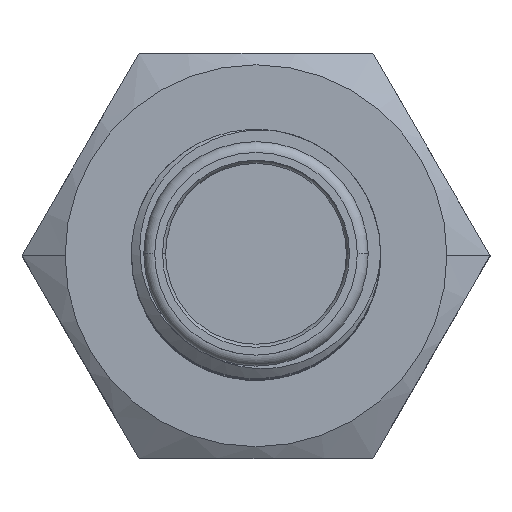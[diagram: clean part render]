
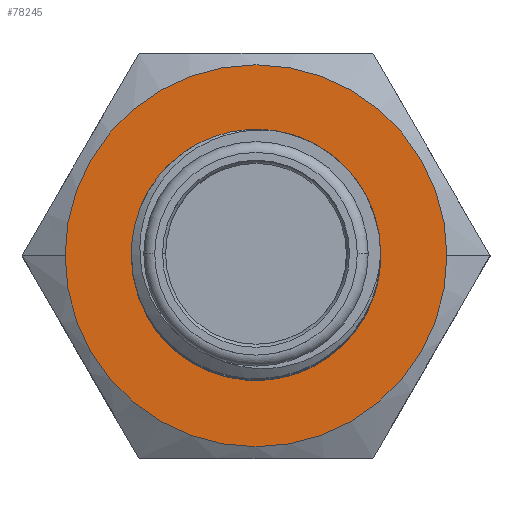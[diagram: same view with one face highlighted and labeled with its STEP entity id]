
A CAD part, top view. The second image highlights one B-rep face of the part: STEP entity #78245.
In plain terms, the highlighted planar face has unit normal (0, 0, 1).
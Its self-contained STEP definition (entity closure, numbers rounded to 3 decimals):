
#923 = CARTESIAN_POINT ( 'NONE',  ( -0.365, -3.915, 23.438 ) ) ;
#1340 = B_SPLINE_CURVE_WITH_KNOTS ( 'NONE', 3,
 ( #46209, #87093, #80286, #6160, #66476, #52953, #12651, #6447, #18567, #73216, #80000, #72350, #39735, #40030, #32103, #86790, #46498, #59981 ),
 .UNSPECIFIED., .F., .F.,
 ( 4, 2, 2, 2, 2, 2, 2, 2, 4 ),
 ( 0., 0.001, 0.001, 0.002, 0.003, 0.004, 0.004, 0.005, 0.006 ),
 .UNSPECIFIED. ) ;
#1689 = CARTESIAN_POINT ( 'NONE',  ( 0., 0., 23.438 ) ) ;
#6160 = CARTESIAN_POINT ( 'NONE',  ( -3.16, 2.376, 23.438 ) ) ;
#6447 = CARTESIAN_POINT ( 'NONE',  ( -2.005, 3.316, 23.438 ) ) ;
#6815 = CARTESIAN_POINT ( 'NONE',  ( 2.465, -2.907, 23.438 ) ) ;
#7107 = CARTESIAN_POINT ( 'NONE',  ( 2.897, -2.424, 23.438 ) ) ;
#8006 = CARTESIAN_POINT ( 'NONE',  ( 0.442, -3.882, 23.438 ) ) ;
#8478 = DIRECTION ( 'NONE',  ( 1., 0., 0. ) ) ;
#10202 = ORIENTED_EDGE ( 'NONE', *, *, #46691, .F. ) ;
#11551 = AXIS2_PLACEMENT_3D ( 'NONE', #46234, #32998, #80310 ) ;
#11901 = EDGE_CURVE ( 'NONE', #83698, #41570, #1340, .T. ) ;
#12651 = CARTESIAN_POINT ( 'NONE',  ( -2.428, 3.052, 23.438 ) ) ;
#14386 = DIRECTION ( 'NONE',  ( -1., 0., 0. ) ) ;
#14494 = CARTESIAN_POINT ( 'NONE',  ( 1.379, -3.612, 23.438 ) ) ;
#14789 = CARTESIAN_POINT ( 'NONE',  ( -1.477, -3.705, 23.438 ) ) ;
#15250 = ORIENTED_EDGE ( 'NONE', *, *, #15462, .F. ) ;
#15462 = EDGE_CURVE ( 'NONE', #76001, #71396, #71430, .T. ) ;
#18045 = DIRECTION ( 'NONE',  ( 0., 0., -1. ) ) ;
#18567 = CARTESIAN_POINT ( 'NONE',  ( -1.779, 3.428, 23.438 ) ) ;
#18904 = DIRECTION ( 'NONE',  ( 1., 0., 0. ) ) ;
#21083 = EDGE_CURVE ( 'NONE', #71396, #83698, #70810, .T. ) ;
#21258 = CARTESIAN_POINT ( 'NONE',  ( -1.781, -3.583, 23.438 ) ) ;
#21564 = CARTESIAN_POINT ( 'NONE',  ( 3.644, -0.647, 23.438 ) ) ;
#21671 = CARTESIAN_POINT ( 'NONE',  ( 0., 0., 23.438 ) ) ;
#22250 = DIRECTION ( 'NONE',  ( 0., 0., 1. ) ) ;
#24923 = VERTEX_POINT ( 'NONE', #46119 ) ;
#25021 = DIRECTION ( 'NONE',  ( 1., 0., 0. ) ) ;
#25048 = CARTESIAN_POINT ( 'NONE',  ( -6.125, 0., 23.438 ) ) ;
#27834 = AXIS2_PLACEMENT_3D ( 'NONE', #1689, #48787, #8478 ) ;
#28613 = EDGE_CURVE ( 'NONE', #70066, #72953, #69153, .T. ) ;
#28809 = CARTESIAN_POINT ( 'NONE',  ( -2.068, -3.424, 23.438 ) ) ;
#30716 = CARTESIAN_POINT ( 'NONE',  ( 3.753, -6.5, 23.438 ) ) ;
#31549 = AXIS2_PLACEMENT_3D ( 'NONE', #30716, #83660, #70093 ) ;
#32103 = CARTESIAN_POINT ( 'NONE',  ( 0.409, 3.716, 23.438 ) ) ;
#32931 = EDGE_CURVE ( 'NONE', #24923, #79583, #59345, .T. ) ;
#32998 = DIRECTION ( 'NONE',  ( 0., 0., -1. ) ) ;
#33631 = CARTESIAN_POINT ( 'NONE',  ( 2.688, -2.673, 23.438 ) ) ;
#34239 = AXIS2_PLACEMENT_3D ( 'NONE', #59072, #51770, #25021 ) ;
#34802 = CARTESIAN_POINT ( 'NONE',  ( -2.068, -3.424, 23.438 ) ) ;
#35213 = FACE_BOUND ( 'NONE', #81689, .T. ) ;
#38747 = EDGE_CURVE ( 'NONE', #70066, #76001, #49282, .T. ) ;
#39735 = CARTESIAN_POINT ( 'NONE',  ( -0.334, 3.767, 23.438 ) ) ;
#40030 = CARTESIAN_POINT ( 'NONE',  ( 0.161, 3.749, 23.438 ) ) ;
#40379 = CARTESIAN_POINT ( 'NONE',  ( 2.214, -3.111, 23.438 ) ) ;
#40964 = CARTESIAN_POINT ( 'NONE',  ( 1.948, -3.298, 23.438 ) ) ;
#41254 = CARTESIAN_POINT ( 'NONE',  ( 3.254, -1.882, 23.438 ) ) ;
#41570 = VERTEX_POINT ( 'NONE', #82280 ) ;
#42257 = CARTESIAN_POINT ( 'NONE',  ( 3.659, -0.323, 23.438 ) ) ;
#46119 = CARTESIAN_POINT ( 'NONE',  ( 6.125, 0., 23.438 ) ) ;
#46209 = CARTESIAN_POINT ( 'NONE',  ( -3.692, 1.538, 23.438 ) ) ;
#46234 = CARTESIAN_POINT ( 'NONE',  ( 0., 0., 23.438 ) ) ;
#46498 = CARTESIAN_POINT ( 'NONE',  ( 1.129, 3.519, 23.438 ) ) ;
#46691 = EDGE_CURVE ( 'NONE', #79583, #24923, #76036, .T. ) ;
#46745 = CARTESIAN_POINT ( 'NONE',  ( 0., 0., 23.438 ) ) ;
#47149 = CARTESIAN_POINT ( 'NONE',  ( 3.588, -0.965, 23.438 ) ) ;
#47437 = CARTESIAN_POINT ( 'NONE',  ( 3.659, -0.323, 23.438 ) ) ;
#47655 = CARTESIAN_POINT ( 'NONE',  ( -3.674, 0., 23.438 ) ) ;
#47726 = CARTESIAN_POINT ( 'NONE',  ( 1.076, -3.728, 23.438 ) ) ;
#48036 = CARTESIAN_POINT ( 'NONE',  ( 1.808, -3.384, 23.438 ) ) ;
#48787 = DIRECTION ( 'NONE',  ( 0., 0., -1. ) ) ;
#48832 = AXIS2_PLACEMENT_3D ( 'NONE', #21671, #22250, #75157 ) ;
#48864 = EDGE_CURVE ( 'NONE', #72953, #41570, #77973, .T. ) ;
#49282 = B_SPLINE_CURVE_WITH_KNOTS ( 'NONE', 3,
 ( #47437, #21564, #47149, #80659, #41254, #61816, #7107, #33631, #6815, #40379, #40964, #48036, #14494, #47726, #8006, #53899, #923, #60928, #55065, #74167, #14789, #21258, #34802 ),
 .UNSPECIFIED., .F., .F.,
 ( 4, 2, 2, 2, 1, 2, 2, 2, 2, 2, 2, 4 ),
 ( 0.003, 0.004, 0.005, 0.005, 0.005, 0.006, 0.006, 0.007, 0.008, 0.009, 0.009, 0.01 ),
 .UNSPECIFIED. ) ;
#51770 = DIRECTION ( 'NONE',  ( 0., 0., 1. ) ) ;
#51854 = CARTESIAN_POINT ( 'NONE',  ( 0., 0., 23.438 ) ) ;
#52953 = CARTESIAN_POINT ( 'NONE',  ( -2.625, 2.902, 23.438 ) ) ;
#53308 = ORIENTED_EDGE ( 'NONE', *, *, #38747, .F. ) ;
#53899 = CARTESIAN_POINT ( 'NONE',  ( 0.121, -3.919, 23.438 ) ) ;
#54673 = EDGE_LOOP ( 'NONE', ( #10202, #76844 ) ) ;
#54888 = ORIENTED_EDGE ( 'NONE', *, *, #11901, .F. ) ;
#55065 = CARTESIAN_POINT ( 'NONE',  ( -0.851, -3.86, 23.438 ) ) ;
#56580 = PLANE ( 'NONE',  #31549 ) ;
#56851 = CARTESIAN_POINT ( 'NONE',  ( 4., 0., 23.438 ) ) ;
#58621 = ORIENTED_EDGE ( 'NONE', *, *, #28613, .T. ) ;
#59072 = CARTESIAN_POINT ( 'NONE',  ( 0., 0., 23.438 ) ) ;
#59345 = CIRCLE ( 'NONE', #11551, 6.125 ) ;
#59981 = CARTESIAN_POINT ( 'NONE',  ( 1.355, 3.415, 23.438 ) ) ;
#60928 = CARTESIAN_POINT ( 'NONE',  ( -0.529, -3.903, 23.438 ) ) ;
#61110 = DIRECTION ( 'NONE',  ( 0., 0., -1. ) ) ;
#61816 = CARTESIAN_POINT ( 'NONE',  ( 2.994, -2.291, 23.438 ) ) ;
#65209 = ORIENTED_EDGE ( 'NONE', *, *, #21083, .F. ) ;
#66476 = CARTESIAN_POINT ( 'NONE',  ( -2.991, 2.564, 23.438 ) ) ;
#69153 = CIRCLE ( 'NONE', #27834, 3.674 ) ;
#69541 = AXIS2_PLACEMENT_3D ( 'NONE', #51854, #18045, #18904 ) ;
#70066 = VERTEX_POINT ( 'NONE', #42257 ) ;
#70093 = DIRECTION ( 'NONE',  ( 1., 0., 0. ) ) ;
#70810 = CIRCLE ( 'NONE', #34239, 4. ) ;
#71396 = VERTEX_POINT ( 'NONE', #56851 ) ;
#71430 = CIRCLE ( 'NONE', #48832, 4. ) ;
#72103 = CARTESIAN_POINT ( 'NONE',  ( -3.692, 1.538, 23.438 ) ) ;
#72350 = CARTESIAN_POINT ( 'NONE',  ( -0.584, 3.751, 23.438 ) ) ;
#72953 = VERTEX_POINT ( 'NONE', #47655 ) ;
#73216 = CARTESIAN_POINT ( 'NONE',  ( -1.316, 3.604, 23.438 ) ) ;
#73384 = AXIS2_PLACEMENT_3D ( 'NONE', #46745, #61110, #14386 ) ;
#74167 = CARTESIAN_POINT ( 'NONE',  ( -1.009, -3.828, 23.438 ) ) ;
#75157 = DIRECTION ( 'NONE',  ( 1., 0., 0. ) ) ;
#76001 = VERTEX_POINT ( 'NONE', #28809 ) ;
#76036 = CIRCLE ( 'NONE', #73384, 6.125 ) ;
#76844 = ORIENTED_EDGE ( 'NONE', *, *, #32931, .F. ) ;
#77276 = FACE_OUTER_BOUND ( 'NONE', #54673, .T. ) ;
#77973 = CIRCLE ( 'NONE', #69541, 3.674 ) ;
#78245 = ADVANCED_FACE ( 'NONE', ( #35213, #77276 ), #56580, .T. ) ;
#79583 = VERTEX_POINT ( 'NONE', #25048 ) ;
#80000 = CARTESIAN_POINT ( 'NONE',  ( -1.078, 3.669, 23.438 ) ) ;
#80286 = CARTESIAN_POINT ( 'NONE',  ( -3.455, 1.977, 23.438 ) ) ;
#80310 = DIRECTION ( 'NONE',  ( -1., 0., 0. ) ) ;
#80659 = CARTESIAN_POINT ( 'NONE',  ( 3.391, -1.588, 23.438 ) ) ;
#81689 = EDGE_LOOP ( 'NONE', ( #53308, #58621, #82520, #54888, #65209, #15250 ) ) ;
#82280 = CARTESIAN_POINT ( 'NONE',  ( 1.355, 3.415, 23.438 ) ) ;
#82520 = ORIENTED_EDGE ( 'NONE', *, *, #48864, .T. ) ;
#83660 = DIRECTION ( 'NONE',  ( 0., 0., 1. ) ) ;
#83698 = VERTEX_POINT ( 'NONE', #72103 ) ;
#86790 = CARTESIAN_POINT ( 'NONE',  ( 0.895, 3.6, 23.438 ) ) ;
#87093 = CARTESIAN_POINT ( 'NONE',  ( -3.584, 1.764, 23.438 ) ) ;
